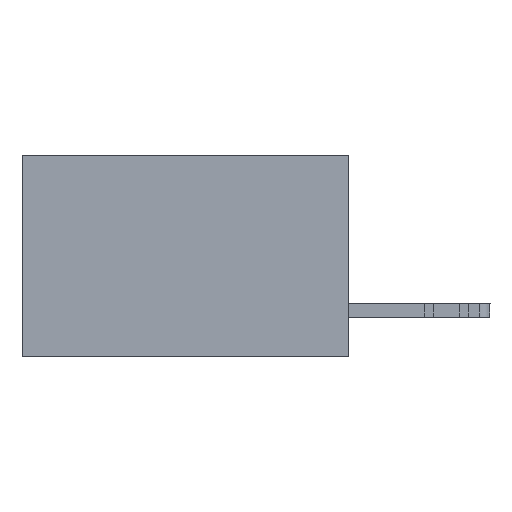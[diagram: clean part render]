
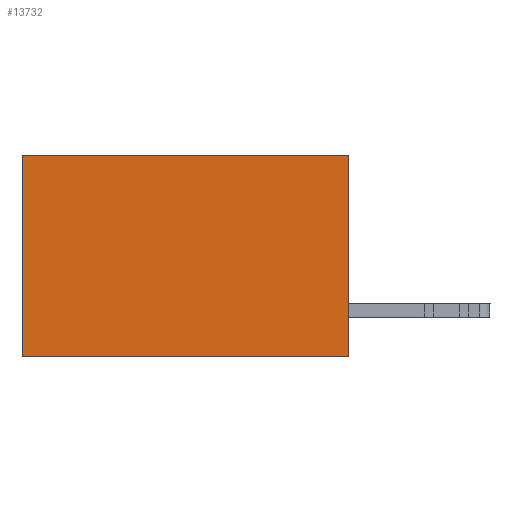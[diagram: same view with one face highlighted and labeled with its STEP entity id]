
A CAD part, left-side view. The second image highlights one B-rep face of the part: STEP entity #13732.
In plain terms, the highlighted planar face has unit normal (-1, 0, 0).
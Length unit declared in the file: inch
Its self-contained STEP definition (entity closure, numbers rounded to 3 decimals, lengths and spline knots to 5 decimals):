
#665 = CARTESIAN_POINT ( 'NONE',  ( 0.2615, 0., -0.37 ) ) ;
#1610 = VECTOR ( 'NONE', #15746, 39.37008 ) ;
#1787 = DIRECTION ( 'NONE',  ( 0., 1., 0. ) ) ;
#1899 = LINE ( 'NONE', #23096, #22784 ) ;
#1999 = LINE ( 'NONE', #9198, #14401 ) ;
#3016 = ORIENTED_EDGE ( 'NONE', *, *, #20750, .T. ) ;
#3566 = CARTESIAN_POINT ( 'NONE',  ( 0.2615, 0., -0.37 ) ) ;
#3587 = EDGE_CURVE ( 'NONE', #11754, #12848, #1899, .T. ) ;
#4055 = DIRECTION ( 'NONE',  ( 0., 0., -1. ) ) ;
#5311 = VECTOR ( 'NONE', #4055, 39.37008 ) ;
#5707 = CARTESIAN_POINT ( 'NONE',  ( 0.2615, 0.6, 0. ) ) ;
#7521 = AXIS2_PLACEMENT_3D ( 'NONE', #3566, #8999, #9111 ) ;
#7571 = FACE_OUTER_BOUND ( 'NONE', #19237, .T. ) ;
#8954 = CARTESIAN_POINT ( 'NONE',  ( 0.2615, 0.6, -0.37 ) ) ;
#8999 = DIRECTION ( 'NONE',  ( 1., 0., 0. ) ) ;
#9111 = DIRECTION ( 'NONE',  ( 0., 0., -1. ) ) ;
#9198 = CARTESIAN_POINT ( 'NONE',  ( 0.2615, 0.6, -0.37 ) ) ;
#9222 = CARTESIAN_POINT ( 'NONE',  ( 0.2615, 0., 0. ) ) ;
#11754 = VERTEX_POINT ( 'NONE', #665 ) ;
#11968 = CARTESIAN_POINT ( 'NONE',  ( 0.2615, 0., 0. ) ) ;
#12555 = PLANE ( 'NONE',  #7521 ) ;
#12848 = VERTEX_POINT ( 'NONE', #8954 ) ;
#13732 = ADVANCED_FACE ( 'NONE', ( #7571 ), #12555, .F. ) ;
#14088 = LINE ( 'NONE', #11968, #1610 ) ;
#14401 = VECTOR ( 'NONE', #16079, 39.37008 ) ;
#14577 = ORIENTED_EDGE ( 'NONE', *, *, #3587, .F. ) ;
#14827 = ORIENTED_EDGE ( 'NONE', *, *, #18735, .F. ) ;
#15746 = DIRECTION ( 'NONE',  ( 0., 1., 0. ) ) ;
#16079 = DIRECTION ( 'NONE',  ( 0., 0., -1. ) ) ;
#17060 = LINE ( 'NONE', #20282, #5311 ) ;
#18735 = EDGE_CURVE ( 'NONE', #18953, #11754, #17060, .T. ) ;
#18953 = VERTEX_POINT ( 'NONE', #9222 ) ;
#19237 = EDGE_LOOP ( 'NONE', ( #3016, #14577, #14827, #19949 ) ) ;
#19949 = ORIENTED_EDGE ( 'NONE', *, *, #20091, .T. ) ;
#20091 = EDGE_CURVE ( 'NONE', #18953, #21435, #14088, .T. ) ;
#20282 = CARTESIAN_POINT ( 'NONE',  ( 0.2615, 0., -0.37 ) ) ;
#20750 = EDGE_CURVE ( 'NONE', #21435, #12848, #1999, .T. ) ;
#21435 = VERTEX_POINT ( 'NONE', #5707 ) ;
#22784 = VECTOR ( 'NONE', #1787, 39.37008 ) ;
#23096 = CARTESIAN_POINT ( 'NONE',  ( 0.2615, 0., -0.37 ) ) ;
